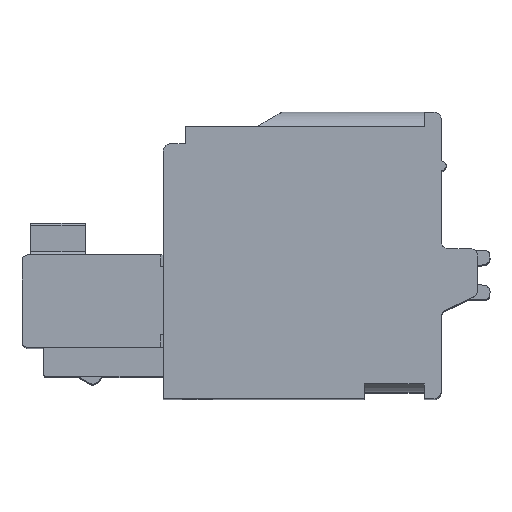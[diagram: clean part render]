
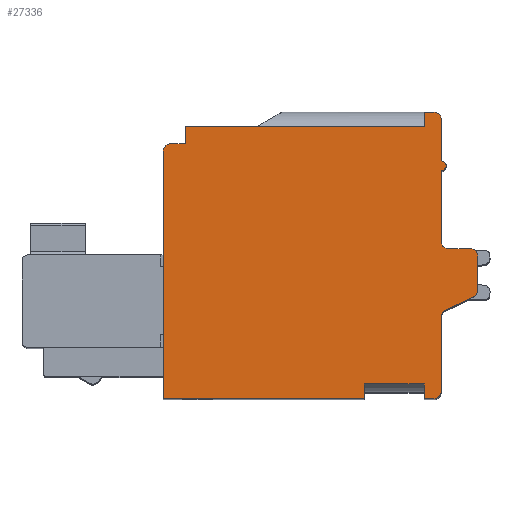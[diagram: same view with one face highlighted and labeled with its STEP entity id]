
A CAD part, top view. The second image highlights one B-rep face of the part: STEP entity #27336.
In plain terms, the highlighted planar face has unit normal (0, 0, 1).
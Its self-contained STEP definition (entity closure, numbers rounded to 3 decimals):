
#1465=DIRECTION('',(0.,-1.,0.));
#1466=VECTOR('',#1465,0.7);
#1467=CARTESIAN_POINT('',(-9.8,11.15,7.5));
#1468=LINE('',#1467,#1466);
#1549=DIRECTION('',(-1.,0.,0.));
#1550=VECTOR('',#1549,9.8);
#1551=CARTESIAN_POINT('',(0.,11.15,7.5));
#1552=LINE('',#1551,#1550);
#2318=CARTESIAN_POINT('',(0.7,9.55,7.5));
#2319=DIRECTION('',(0.,0.,1.));
#2320=DIRECTION('',(0.,-1.,0.));
#2321=AXIS2_PLACEMENT_3D('',#2318,#2319,#2320);
#2424=DIRECTION('',(0.,1.,0.));
#2425=VECTOR('',#2424,2.9);
#2426=CARTESIAN_POINT('',(0.7,6.45,7.5));
#2427=LINE('',#2426,#2425);
#2658=DIRECTION('',(0.,1.,0.));
#2659=VECTOR('',#2658,3.059);
#2660=CARTESIAN_POINT('',(0.7,0.3,7.5));
#2661=LINE('',#2660,#2659);
#4169=DIRECTION('',(0.,-1.,0.));
#4170=VECTOR('',#4169,0.6);
#4171=CARTESIAN_POINT('',(0.,0.6,7.5));
#4172=LINE('',#4171,#4170);
#6574=DIRECTION('',(0.,1.,0.));
#6575=VECTOR('',#6574,10.15);
#6576=CARTESIAN_POINT('',(-10.7,0.,7.5));
#6577=LINE('',#6576,#6575);
#6578=CARTESIAN_POINT('',(-10.4,10.15,7.5));
#6579=DIRECTION('',(0.,0.,-1.));
#6580=DIRECTION('',(-1.,0.,0.));
#6581=AXIS2_PLACEMENT_3D('',#6578,#6579,#6580);
#6583=DIRECTION('',(1.,0.,0.));
#6584=VECTOR('',#6583,0.6);
#6585=CARTESIAN_POINT('',(-10.4,10.45,7.5));
#6586=LINE('',#6585,#6584);
#6587=DIRECTION('',(1.,0.,0.));
#6588=VECTOR('',#6587,0.4);
#6589=CARTESIAN_POINT('',(0.,11.75,7.5));
#6590=LINE('',#6589,#6588);
#6591=CARTESIAN_POINT('',(0.4,11.45,7.5));
#6592=DIRECTION('',(0.,0.,-1.));
#6593=DIRECTION('',(0.,1.,0.));
#6594=AXIS2_PLACEMENT_3D('',#6591,#6592,#6593);
#6596=DIRECTION('',(0.,-1.,0.));
#6597=VECTOR('',#6596,1.7);
#6598=CARTESIAN_POINT('',(0.7,11.45,7.5));
#6599=LINE('',#6598,#6597);
#6600=CARTESIAN_POINT('',(1.,6.45,7.5));
#6601=DIRECTION('',(0.,0.,1.));
#6602=DIRECTION('',(-1.,0.,0.));
#6603=AXIS2_PLACEMENT_3D('',#6600,#6601,#6602);
#6605=DIRECTION('',(1.,0.,0.));
#6606=VECTOR('',#6605,0.9);
#6607=CARTESIAN_POINT('',(1.,6.15,7.5));
#6608=LINE('',#6607,#6606);
#6609=CARTESIAN_POINT('',(1.9,5.85,7.5));
#6610=DIRECTION('',(0.,0.,-1.));
#6611=DIRECTION('',(0.,1.,0.));
#6612=AXIS2_PLACEMENT_3D('',#6609,#6610,#6611);
#6614=DIRECTION('',(0.,-1.,0.));
#6615=VECTOR('',#6614,1.409);
#6616=CARTESIAN_POINT('',(2.2,5.85,7.5));
#6617=LINE('',#6616,#6615);
#6618=CARTESIAN_POINT('',(1.9,4.441,7.5));
#6619=DIRECTION('',(0.,0.,-1.));
#6620=DIRECTION('',(1.,0.,0.));
#6621=AXIS2_PLACEMENT_3D('',#6618,#6619,#6620);
#6623=DIRECTION('',(-0.906,-0.423,0.));
#6624=VECTOR('',#6623,1.273);
#6625=CARTESIAN_POINT('',(2.027,4.169,7.5));
#6626=LINE('',#6625,#6624);
#6627=CARTESIAN_POINT('',(1.,3.359,7.5));
#6628=DIRECTION('',(0.,0.,1.));
#6629=DIRECTION('',(-0.423,0.906,0.));
#6630=AXIS2_PLACEMENT_3D('',#6627,#6628,#6629);
#6632=CARTESIAN_POINT('',(0.4,0.3,7.5));
#6633=DIRECTION('',(0.,0.,-1.));
#6634=DIRECTION('',(1.,0.,0.));
#6635=AXIS2_PLACEMENT_3D('',#6632,#6633,#6634);
#6637=DIRECTION('',(-1.,0.,0.));
#6638=VECTOR('',#6637,0.4);
#6639=CARTESIAN_POINT('',(0.4,0.,7.5));
#6640=LINE('',#6639,#6638);
#6641=DIRECTION('',(0.,-1.,0.));
#6642=VECTOR('',#6641,0.6);
#6643=CARTESIAN_POINT('',(-2.45,0.6,7.5));
#6644=LINE('',#6643,#6642);
#6645=DIRECTION('',(-1.,0.,0.));
#6646=VECTOR('',#6645,8.25);
#6647=CARTESIAN_POINT('',(-2.45,0.,7.5));
#6648=LINE('',#6647,#6646);
#6662=DIRECTION('',(0.,-1.,0.));
#6663=VECTOR('',#6662,0.6);
#6664=CARTESIAN_POINT('',(0.,11.75,7.5));
#6665=LINE('',#6664,#6663);
#7000=DIRECTION('',(1.,0.,0.));
#7001=VECTOR('',#7000,2.45);
#7002=CARTESIAN_POINT('',(-2.45,0.6,7.5));
#7003=LINE('',#7002,#7001);
#18176=CARTESIAN_POINT('',(-2.45,0.,7.5));
#18177=CARTESIAN_POINT('',(-10.7,0.,7.5));
#18178=VERTEX_POINT('',#18176);
#18179=VERTEX_POINT('',#18177);
#18232=CARTESIAN_POINT('',(-10.7,10.15,7.5));
#18233=VERTEX_POINT('',#18232);
#18374=CARTESIAN_POINT('',(-9.8,11.15,7.5));
#18375=CARTESIAN_POINT('',(-9.8,10.45,7.5));
#18376=VERTEX_POINT('',#18374);
#18377=VERTEX_POINT('',#18375);
#18394=CARTESIAN_POINT('',(0.,11.15,7.5));
#18395=VERTEX_POINT('',#18394);
#18414=CARTESIAN_POINT('',(0.,11.75,7.5));
#18415=CARTESIAN_POINT('',(0.4,11.75,7.5));
#18416=VERTEX_POINT('',#18414);
#18417=VERTEX_POINT('',#18415);
#18418=CARTESIAN_POINT('',(0.7,11.45,7.5));
#18419=VERTEX_POINT('',#18418);
#18428=CARTESIAN_POINT('',(0.7,9.75,7.5));
#18429=VERTEX_POINT('',#18428);
#18438=CARTESIAN_POINT('',(0.7,6.45,7.5));
#18439=VERTEX_POINT('',#18438);
#18440=CARTESIAN_POINT('',(0.7,9.35,7.5));
#18441=VERTEX_POINT('',#18440);
#18456=CARTESIAN_POINT('',(0.7,0.3,7.5));
#18457=CARTESIAN_POINT('',(0.7,3.359,7.5));
#18458=VERTEX_POINT('',#18456);
#18459=VERTEX_POINT('',#18457);
#18494=CARTESIAN_POINT('',(0.4,0.,7.5));
#18495=VERTEX_POINT('',#18494);
#18496=CARTESIAN_POINT('',(0.,0.,7.5));
#18497=VERTEX_POINT('',#18496);
#18499=CARTESIAN_POINT('',(0.,0.6,7.5));
#18501=VERTEX_POINT('',#18499);
#18506=CARTESIAN_POINT('',(-2.45,0.6,7.5));
#18507=VERTEX_POINT('',#18506);
#18510=CARTESIAN_POINT('',(-10.4,10.45,7.5));
#18511=VERTEX_POINT('',#18510);
#18512=CARTESIAN_POINT('',(1.,6.15,7.5));
#18513=VERTEX_POINT('',#18512);
#18514=CARTESIAN_POINT('',(1.9,6.15,7.5));
#18515=VERTEX_POINT('',#18514);
#18516=CARTESIAN_POINT('',(2.2,5.85,7.5));
#18517=VERTEX_POINT('',#18516);
#18518=CARTESIAN_POINT('',(2.2,4.441,7.5));
#18519=VERTEX_POINT('',#18518);
#18520=CARTESIAN_POINT('',(2.027,4.169,7.5));
#18521=VERTEX_POINT('',#18520);
#18522=CARTESIAN_POINT('',(0.873,3.631,7.5));
#18523=VERTEX_POINT('',#18522);
#27294=CARTESIAN_POINT('',(-1.384,8.507,7.5));
#27295=DIRECTION('',(0.,0.,1.));
#27296=DIRECTION('',(1.,0.,0.));
#27297=AXIS2_PLACEMENT_3D('',#27294,#27295,#27296);
#27298=PLANE('',#27297);
#27299=ORIENTED_EDGE('',*,*,#25619,.T.);
#27301=ORIENTED_EDGE('',*,*,#27300,.T.);
#27302=ORIENTED_EDGE('',*,*,#27287,.T.);
#27303=ORIENTED_EDGE('',*,*,#20678,.F.);
#27304=ORIENTED_EDGE('',*,*,#20793,.F.);
#27306=ORIENTED_EDGE('',*,*,#27305,.F.);
#27307=ORIENTED_EDGE('',*,*,#21761,.T.);
#27308=ORIENTED_EDGE('',*,*,#21798,.T.);
#27309=ORIENTED_EDGE('',*,*,#21821,.T.);
#27310=ORIENTED_EDGE('',*,*,#21916,.F.);
#27311=ORIENTED_EDGE('',*,*,#21972,.F.);
#27313=ORIENTED_EDGE('',*,*,#27312,.T.);
#27315=ORIENTED_EDGE('',*,*,#27314,.T.);
#27317=ORIENTED_EDGE('',*,*,#27316,.T.);
#27319=ORIENTED_EDGE('',*,*,#27318,.T.);
#27321=ORIENTED_EDGE('',*,*,#27320,.T.);
#27323=ORIENTED_EDGE('',*,*,#27322,.T.);
#27325=ORIENTED_EDGE('',*,*,#27324,.T.);
#27326=ORIENTED_EDGE('',*,*,#22172,.F.);
#27327=ORIENTED_EDGE('',*,*,#23815,.T.);
#27328=ORIENTED_EDGE('',*,*,#23830,.T.);
#27329=ORIENTED_EDGE('',*,*,#23849,.F.);
#27331=ORIENTED_EDGE('',*,*,#27330,.F.);
#27332=ORIENTED_EDGE('',*,*,#23919,.T.);
#27333=ORIENTED_EDGE('',*,*,#23978,.T.);
#27334=EDGE_LOOP('',(#27299,#27301,#27302,#27303,#27304,#27306,#27307,#27308,
#27309,#27310,#27311,#27313,#27315,#27317,#27319,#27321,#27323,#27325,#27326,
#27327,#27328,#27329,#27331,#27332,#27333));
#27335=FACE_OUTER_BOUND('',#27334,.F.);
#2322=CIRCLE('',#2321,0.2);
#6582=CIRCLE('',#6581,0.3);
#6595=CIRCLE('',#6594,0.3);
#6604=CIRCLE('',#6603,0.3);
#6613=CIRCLE('',#6612,0.3);
#6622=CIRCLE('',#6621,0.3);
#6631=CIRCLE('',#6630,0.3);
#6636=CIRCLE('',#6635,0.3);
#20678=EDGE_CURVE('',#18376,#18377,#1468,.T.);
#20793=EDGE_CURVE('',#18395,#18376,#1552,.T.);
#21761=EDGE_CURVE('',#18416,#18417,#6590,.T.);
#21798=EDGE_CURVE('',#18417,#18419,#6595,.T.);
#21821=EDGE_CURVE('',#18419,#18429,#6599,.T.);
#21916=EDGE_CURVE('',#18441,#18429,#2322,.T.);
#21972=EDGE_CURVE('',#18439,#18441,#2427,.T.);
#22172=EDGE_CURVE('',#18458,#18459,#2661,.T.);
#23815=EDGE_CURVE('',#18458,#18495,#6636,.T.);
#23830=EDGE_CURVE('',#18495,#18497,#6640,.T.);
#23849=EDGE_CURVE('',#18501,#18497,#4172,.T.);
#23919=EDGE_CURVE('',#18507,#18178,#6644,.T.);
#23978=EDGE_CURVE('',#18178,#18179,#6648,.T.);
#25619=EDGE_CURVE('',#18179,#18233,#6577,.T.);
#27287=EDGE_CURVE('',#18511,#18377,#6586,.T.);
#27300=EDGE_CURVE('',#18233,#18511,#6582,.T.);
#27305=EDGE_CURVE('',#18416,#18395,#6665,.T.);
#27312=EDGE_CURVE('',#18439,#18513,#6604,.T.);
#27314=EDGE_CURVE('',#18513,#18515,#6608,.T.);
#27316=EDGE_CURVE('',#18515,#18517,#6613,.T.);
#27318=EDGE_CURVE('',#18517,#18519,#6617,.T.);
#27320=EDGE_CURVE('',#18519,#18521,#6622,.T.);
#27322=EDGE_CURVE('',#18521,#18523,#6626,.T.);
#27324=EDGE_CURVE('',#18523,#18459,#6631,.T.);
#27330=EDGE_CURVE('',#18507,#18501,#7003,.T.);
#27336=ADVANCED_FACE('',(#27335),#27298,.T.);
